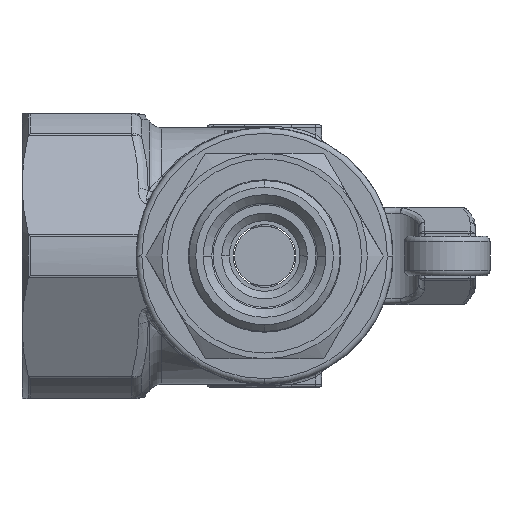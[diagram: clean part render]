
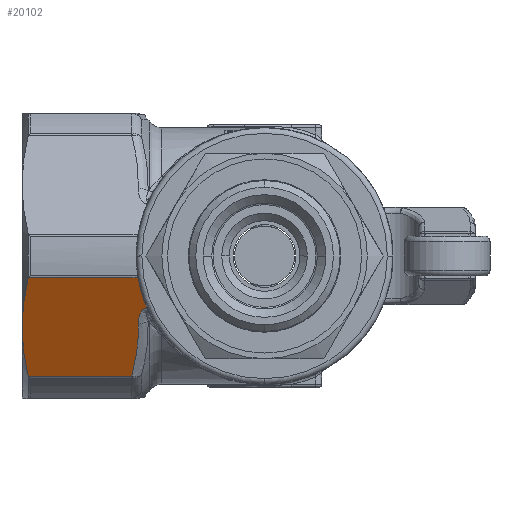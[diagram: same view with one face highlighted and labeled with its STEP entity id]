
A CAD part, front view. The second image highlights one B-rep face of the part: STEP entity #20102.
In plain terms, the highlighted planar face has unit normal (0, -0.866, -0.5).
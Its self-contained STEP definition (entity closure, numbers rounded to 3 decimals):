
#135 = AXIS2_PLACEMENT_3D ( 'NONE', #27838, #2991, #32013 ) ;
#757 = EDGE_CURVE ( 'NONE', #9270, #7686, #5827, .T. ) ;
#1136 = CARTESIAN_POINT ( 'NONE',  ( -21.521, -23.332, -9.588 ) ) ;
#1235 = VERTEX_POINT ( 'NONE', #36474 ) ;
#2991 = DIRECTION ( 'NONE',  ( 0., -0.866, -0.5 ) ) ;
#3470 = CARTESIAN_POINT ( 'NONE',  ( -23.299, -16.651, -21.16 ) ) ;
#3772 = CARTESIAN_POINT ( 'NONE',  ( -41.741, -25.827, -5.266 ) ) ;
#5184 = CARTESIAN_POINT ( 'NONE',  ( -23.299, -16.651, -21.16 ) ) ;
#5342 = CARTESIAN_POINT ( 'NONE',  ( -21.299, -23.45, -9.384 ) ) ;
#5827 = B_SPLINE_CURVE_WITH_KNOTS ( 'NONE', 3,
 ( #49257, #40927, #11596, #24469, #53484, #28605, #3772, #32782 ),
 .UNSPECIFIED., .F., .F.,
 ( 4, 2, 2, 4 ),
 ( 0.011, 0.013, 0.016, 0.021 ),
 .UNSPECIFIED. ) ;
#6817 = VERTEX_POINT ( 'NONE', #44179 ) ;
#6874 = B_SPLINE_CURVE_WITH_KNOTS ( 'NONE', 3,
 ( #5184, #46320, #13567, #42524, #17732, #46677 ),
 .UNSPECIFIED., .F., .F.,
 ( 4, 2, 4 ),
 ( 0., 0.006, 0.011 ),
 .UNSPECIFIED. ) ;
#7686 = VERTEX_POINT ( 'NONE', #12604 ) ;
#8220 = VECTOR ( 'NONE', #48843, 1000. ) ;
#8438 = CARTESIAN_POINT ( 'NONE',  ( -41.743, -17.478, -19.727 ) ) ;
#9270 = VERTEX_POINT ( 'NONE', #51212 ) ;
#9332 = CARTESIAN_POINT ( 'NONE',  ( -22.105, -22.013, -11.873 ) ) ;
#9514 = CARTESIAN_POINT ( 'NONE',  ( -21.099, -23.52, -9.263 ) ) ;
#11596 = CARTESIAN_POINT ( 'NONE',  ( -42.476, -22.485, -11.054 ) ) ;
#12604 = CARTESIAN_POINT ( 'NONE',  ( -41.388, -26.651, -3.84 ) ) ;
#13542 = CARTESIAN_POINT ( 'NONE',  ( -22.111, -22.174, -11.593 ) ) ;
#13567 = CARTESIAN_POINT ( 'NONE',  ( -22.575, -18.419, -18.096 ) ) ;
#13712 = CARTESIAN_POINT ( 'NONE',  ( -20.712, -23.581, -9.156 ) ) ;
#17707 = CARTESIAN_POINT ( 'NONE',  ( -22.024, -22.656, -10.758 ) ) ;
#17732 = CARTESIAN_POINT ( 'NONE',  ( -22.072, -21.106, -13.444 ) ) ;
#18780 = ORIENTED_EDGE ( 'NONE', *, *, #50252, .T. ) ;
#19129 = VECTOR ( 'NONE', #19980, 1000. ) ;
#19402 = ORIENTED_EDGE ( 'NONE', *, *, #36534, .T. ) ;
#19881 = CARTESIAN_POINT ( 'NONE',  ( 22.5, -16.651, -21.16 ) ) ;
#19980 = DIRECTION ( 'NONE',  ( -1., 0., 0. ) ) ;
#20102 = ADVANCED_FACE ( 'NONE', ( #48667 ), #31665, .T. ) ;
#20973 = CARTESIAN_POINT ( 'NONE',  ( -42.401, -19.974, -15.403 ) ) ;
#21173 =( BOUNDED_CURVE ( )  B_SPLINE_CURVE ( 3, ( #31936, #32112, #23966, #52983 ),
 .UNSPECIFIED., .F., .F. ) 
 B_SPLINE_CURVE_WITH_KNOTS ( ( 4, 4 ),
 ( 4.884, 5.132 ),
 .UNSPECIFIED. ) 
 CURVE ( )  GEOMETRIC_REPRESENTATION_ITEM ( )  RATIONAL_B_SPLINE_CURVE ( ( 1., 0.995, 0.995, 1. ) ) 
 REPRESENTATION_ITEM ( '' )  );
#21860 = CARTESIAN_POINT ( 'NONE',  ( -21.816, -23.044, -10.087 ) ) ;
#23541 = B_SPLINE_CURVE_WITH_KNOTS ( 'NONE', 3,
 ( #9332, #13542, #42500, #17707, #46644, #21860, #50848, #26012, #1136, #30181, #5342, #34343, #9514, #38492, #13712, #42672 ),
 .UNSPECIFIED., .F., .F.,
 ( 4, 2, 2, 2, 2, 2, 2, 4 ),
 ( 0., 0.001, 0.002, 0.002, 0.003, 0.003, 0.003, 0.004 ),
 .UNSPECIFIED. ) ;
#23966 = CARTESIAN_POINT ( 'NONE',  ( -21.308, -24.559, -7.462 ) ) ;
#24469 = CARTESIAN_POINT ( 'NONE',  ( -42.379, -23.322, -9.604 ) ) ;
#25126 = CARTESIAN_POINT ( 'NONE',  ( -42.5, -21.651, -12.5 ) ) ;
#26012 = CARTESIAN_POINT ( 'NONE',  ( -21.609, -23.263, -9.707 ) ) ;
#26962 = EDGE_LOOP ( 'NONE', ( #41044, #18780, #32769, #19402, #49616, #44309, #34272 ) ) ;
#27838 = CARTESIAN_POINT ( 'NONE',  ( 22.5, -28.868, 0. ) ) ;
#28605 = CARTESIAN_POINT ( 'NONE',  ( -42.022, -24.998, -6.703 ) ) ;
#29727 = CARTESIAN_POINT ( 'NONE',  ( -20.548, -23.576, -9.166 ) ) ;
#30181 = CARTESIAN_POINT ( 'NONE',  ( -21.358, -23.422, -9.432 ) ) ;
#30281 = LINE ( 'NONE', #19881, #8220 ) ;
#31442 = LINE ( 'NONE', #44770, #19129 ) ;
#31665 = PLANE ( 'NONE',  #135 ) ;
#31936 = CARTESIAN_POINT ( 'NONE',  ( -22.17, -26.651, -3.84 ) ) ;
#32013 = DIRECTION ( 'NONE',  ( 0., 0.5, -0.866 ) ) ;
#32112 = CARTESIAN_POINT ( 'NONE',  ( -21.852, -25.589, -5.678 ) ) ;
#32180 = VERTEX_POINT ( 'NONE', #29727 ) ;
#32769 = ORIENTED_EDGE ( 'NONE', *, *, #43741, .T. ) ;
#32782 = CARTESIAN_POINT ( 'NONE',  ( -41.388, -26.651, -3.84 ) ) ;
#33272 = CARTESIAN_POINT ( 'NONE',  ( -41.388, -16.651, -21.16 ) ) ;
#34272 = ORIENTED_EDGE ( 'NONE', *, *, #757, .F. ) ;
#34343 = CARTESIAN_POINT ( 'NONE',  ( -21.17, -23.499, -9.299 ) ) ;
#34855 = EDGE_CURVE ( 'NONE', #6817, #7686, #31442, .T. ) ;
#36474 = CARTESIAN_POINT ( 'NONE',  ( -41.388, -16.651, -21.16 ) ) ;
#36534 = EDGE_CURVE ( 'NONE', #42016, #32180, #23541, .T. ) ;
#36839 = VERTEX_POINT ( 'NONE', #3470 ) ;
#38492 = CARTESIAN_POINT ( 'NONE',  ( -20.877, -23.568, -9.179 ) ) ;
#40927 = CARTESIAN_POINT ( 'NONE',  ( -42.5, -22.068, -11.778 ) ) ;
#41044 = ORIENTED_EDGE ( 'NONE', *, *, #50351, .F. ) ;
#41172 = CARTESIAN_POINT ( 'NONE',  ( -22.105, -22.013, -11.873 ) ) ;
#42016 = VERTEX_POINT ( 'NONE', #41172 ) ;
#42500 = CARTESIAN_POINT ( 'NONE',  ( -22.098, -22.336, -11.313 ) ) ;
#42524 = CARTESIAN_POINT ( 'NONE',  ( -22.164, -20.206, -15.002 ) ) ;
#42672 = CARTESIAN_POINT ( 'NONE',  ( -20.548, -23.576, -9.166 ) ) ;
#43741 = EDGE_CURVE ( 'NONE', #36839, #42016, #6874, .T. ) ;
#44179 = CARTESIAN_POINT ( 'NONE',  ( -22.17, -26.651, -3.84 ) ) ;
#44309 = ORIENTED_EDGE ( 'NONE', *, *, #34855, .T. ) ;
#44770 = CARTESIAN_POINT ( 'NONE',  ( 22.5, -26.651, -3.84 ) ) ;
#45755 = CARTESIAN_POINT ( 'NONE',  ( -42.023, -18.308, -18.29 ) ) ;
#46320 = CARTESIAN_POINT ( 'NONE',  ( -22.893, -17.533, -19.633 ) ) ;
#46644 = CARTESIAN_POINT ( 'NONE',  ( -21.964, -22.814, -10.485 ) ) ;
#46677 = CARTESIAN_POINT ( 'NONE',  ( -22.105, -22.013, -11.873 ) ) ;
#48317 = EDGE_CURVE ( 'NONE', #6817, #32180, #21173, .T. ) ;
#48667 = FACE_OUTER_BOUND ( 'NONE', #26962, .T. ) ;
#48843 = DIRECTION ( 'NONE',  ( 1., 0., 0. ) ) ;
#49257 = CARTESIAN_POINT ( 'NONE',  ( -42.5, -21.651, -12.5 ) ) ;
#49616 = ORIENTED_EDGE ( 'NONE', *, *, #48317, .F. ) ;
#49915 = CARTESIAN_POINT ( 'NONE',  ( -42.5, -20.811, -13.955 ) ) ;
#50252 = EDGE_CURVE ( 'NONE', #1235, #36839, #30281, .T. ) ;
#50351 = EDGE_CURVE ( 'NONE', #1235, #9270, #50359, .T. ) ;
#50359 = B_SPLINE_CURVE_WITH_KNOTS ( 'NONE', 3,
 ( #33272, #8438, #45755, #20973, #49915, #25126 ),
 .UNSPECIFIED., .F., .F.,
 ( 4, 2, 4 ),
 ( 0.001, 0.006, 0.011 ),
 .UNSPECIFIED. ) ;
#50848 = CARTESIAN_POINT ( 'NONE',  ( -21.756, -23.12, -9.955 ) ) ;
#51212 = CARTESIAN_POINT ( 'NONE',  ( -42.5, -21.651, -12.5 ) ) ;
#52983 = CARTESIAN_POINT ( 'NONE',  ( -20.548, -23.576, -9.166 ) ) ;
#53484 = CARTESIAN_POINT ( 'NONE',  ( -42.307, -23.743, -8.876 ) ) ;
